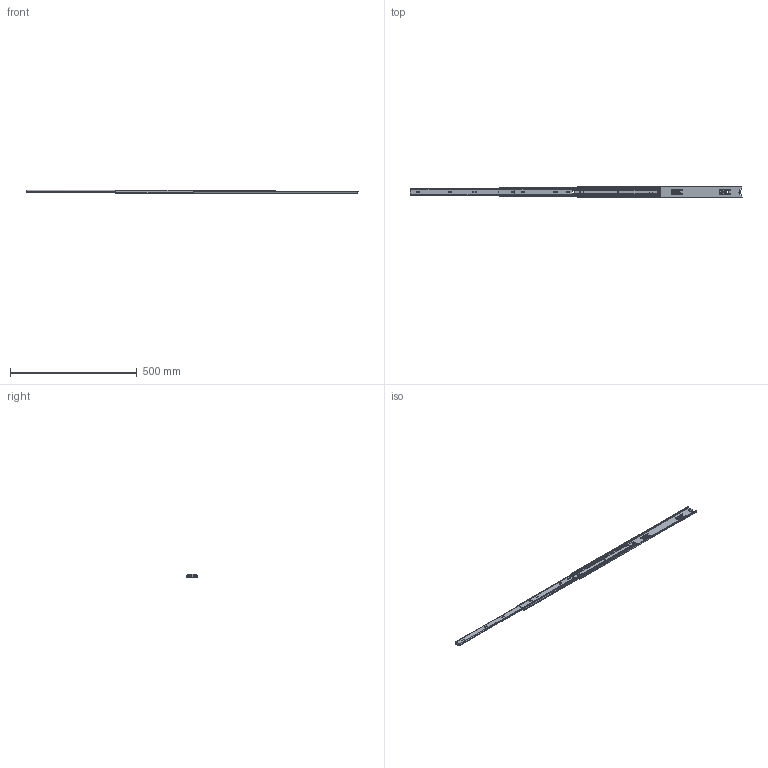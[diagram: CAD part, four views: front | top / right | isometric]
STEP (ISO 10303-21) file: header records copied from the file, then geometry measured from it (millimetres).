
FILE_DESCRIPTION (( 'STEP AP203' ), '1' );
FILE_NAME ('46006200-26.STEP', '2016-05-09T01:15:26', ( '' ), ( '' ), 'SwSTEP 2.0', 'SolidWorks 2016', '' );
FILE_SCHEMA (( 'CONFIG_CONTROL_DESIGN' ));
Length unit declared in the file: millimetre
Products named in the file (4): 46006203-26; 46006200-26; 46006201-26; 46006202-26
Assembly tree (3 placements, depth 2):
  46006200-26
    46006201-26
    46006202-26
    46006203-26
Bounding box: 1310 x 45.4 x 12.7 mm (x, y, z)
Volume: 113614.3 mm3; surface area: 187547.2 mm2
Topology: 3 solids, 3 shells, 456 faces, 1324 edges, 871 vertices
Faces by surface type: cylinder 220, plane 208, bspline 26, sphere 2
Entity records: 17275 total; most frequent: CARTESIAN_POINT 4546, ORIENTED_EDGE 2642, DIRECTION 2522, EDGE_CURVE 1321, VERTEX_POINT 871, AXIS2_PLACEMENT_3D 866, VECTOR 790, LINE 790
